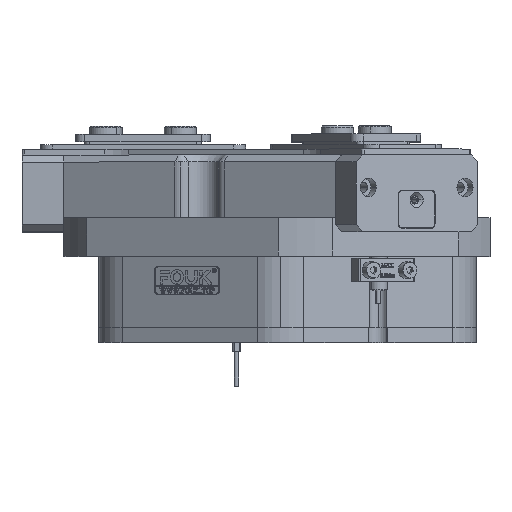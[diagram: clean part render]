
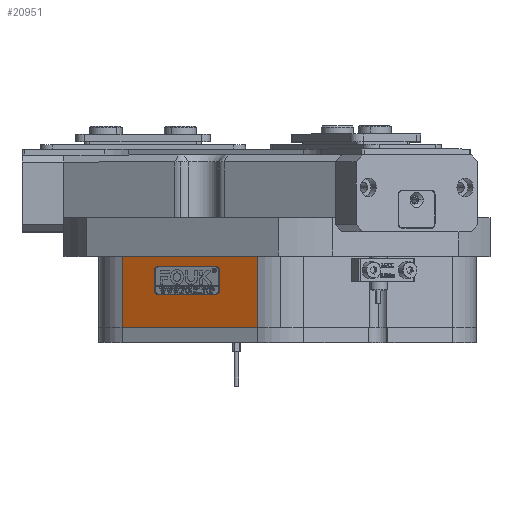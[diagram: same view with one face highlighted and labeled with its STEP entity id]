
A CAD part, top view. The second image highlights one B-rep face of the part: STEP entity #20951.
In plain terms, the highlighted planar face has unit normal (-0.5, 0, 0.866).
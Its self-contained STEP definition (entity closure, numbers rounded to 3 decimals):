
#494 = VERTEX_POINT ( 'NONE', #19642 ) ;
#871 = ORIENTED_EDGE ( 'NONE', *, *, #24541, .T. ) ;
#974 = DIRECTION ( 'NONE',  ( 0.5, 0., -0.866 ) ) ;
#1667 = ORIENTED_EDGE ( 'NONE', *, *, #29494, .F. ) ;
#1821 = CARTESIAN_POINT ( 'NONE',  ( -54.423, 16.1, 63.264 ) ) ;
#1949 = CARTESIAN_POINT ( 'NONE',  ( -56.242, 16.1, 62.214 ) ) ;
#2495 = EDGE_CURVE ( 'NONE', #59043, #17657, #27598, .T. ) ;
#2514 = LINE ( 'NONE', #15156, #16800 ) ;
#2890 = VERTEX_POINT ( 'NONE', #13121 ) ;
#3274 = AXIS2_PLACEMENT_3D ( 'NONE', #23048, #51303, #46413 ) ;
#5092 = EDGE_CURVE ( 'NONE', #2890, #59043, #36206, .T. ) ;
#5524 = VERTEX_POINT ( 'NONE', #10827 ) ;
#7655 = CARTESIAN_POINT ( 'NONE',  ( -54.423, 26.2, 63.264 ) ) ;
#7947 = CARTESIAN_POINT ( 'NONE',  ( -30.175, 14., 77.264 ) ) ;
#9026 = ORIENTED_EDGE ( 'NONE', *, *, #5092, .T. ) ;
#10709 = DIRECTION ( 'NONE',  ( 0.5, 0., -0.866 ) ) ;
#10827 = CARTESIAN_POINT ( 'NONE',  ( -56.242, 24.1, 62.214 ) ) ;
#11323 = VECTOR ( 'NONE', #27927, 1000. ) ;
#12820 = DIRECTION ( 'NONE',  ( 0.866, 0., 0.5 ) ) ;
#13121 = CARTESIAN_POINT ( 'NONE',  ( -28.356, 16.1, 78.314 ) ) ;
#13289 = VERTEX_POINT ( 'NONE', #54672 ) ;
#13449 = CARTESIAN_POINT ( 'NONE',  ( -12., 74., 87.757 ) ) ;
#14409 = VERTEX_POINT ( 'NONE', #7655 ) ;
#14437 = DIRECTION ( 'NONE',  ( 0.866, 0., 0.5 ) ) ;
#15156 = CARTESIAN_POINT ( 'NONE',  ( -56.242, 24.1, 62.214 ) ) ;
#15271 = CARTESIAN_POINT ( 'NONE',  ( -30.175, 24.1, 77.264 ) ) ;
#15335 = CARTESIAN_POINT ( 'NONE',  ( -54.423, 24.1, 63.264 ) ) ;
#15737 = EDGE_CURVE ( 'NONE', #5524, #14409, #57109, .T. ) ;
#16102 = VECTOR ( 'NONE', #37273, 1000. ) ;
#16800 = VECTOR ( 'NONE', #53242, 1000. ) ;
#17657 = VERTEX_POINT ( 'NONE', #55509 ) ;
#18655 = CARTESIAN_POINT ( 'NONE',  ( -70., 74., 54.271 ) ) ;
#19642 = CARTESIAN_POINT ( 'NONE',  ( -28.356, 24.1, 78.314 ) ) ;
#20172 = VECTOR ( 'NONE', #38189, 1000. ) ;
#20776 = CARTESIAN_POINT ( 'NONE',  ( -28.356, 24.1, 78.314 ) ) ;
#20951 = ADVANCED_FACE ( 'NONE', ( #32517, #56651 ), #36778, .T. ) ;
#21351 = VERTEX_POINT ( 'NONE', #60506 ) ;
#22137 = ORIENTED_EDGE ( 'NONE', *, *, #15737, .T. ) ;
#23048 = CARTESIAN_POINT ( 'NONE',  ( -30.175, 16.1, 77.264 ) ) ;
#23689 = LINE ( 'NONE', #20776, #48509 ) ;
#23860 = CARTESIAN_POINT ( 'NONE',  ( -12., 0., 87.757 ) ) ;
#23891 = VERTEX_POINT ( 'NONE', #1949 ) ;
#24541 = EDGE_CURVE ( 'NONE', #56983, #33783, #36892, .T. ) ;
#25122 = VECTOR ( 'NONE', #33423, 1000. ) ;
#25965 = ORIENTED_EDGE ( 'NONE', *, *, #60214, .T. ) ;
#26852 = VECTOR ( 'NONE', #42382, 1000. ) ;
#27394 = CARTESIAN_POINT ( 'NONE',  ( -41., 30.5, 71.014 ) ) ;
#27474 = EDGE_LOOP ( 'NONE', ( #54170, #9026, #29708, #25965, #38093, #22137, #61192, #34683 ) ) ;
#27598 = LINE ( 'NONE', #7947, #26852 ) ;
#27927 = DIRECTION ( 'NONE',  ( 0., 1., 0. ) ) ;
#29494 = EDGE_CURVE ( 'NONE', #56983, #31494, #34049, .T. ) ;
#29708 = ORIENTED_EDGE ( 'NONE', *, *, #2495, .T. ) ;
#31494 = VERTEX_POINT ( 'NONE', #36587 ) ;
#31618 = EDGE_LOOP ( 'NONE', ( #47539, #53163, #1667, #871 ) ) ;
#32184 = EDGE_CURVE ( 'NONE', #13289, #31494, #45775, .T. ) ;
#32318 = EDGE_CURVE ( 'NONE', #21351, #494, #58547, .T. ) ;
#32517 = FACE_OUTER_BOUND ( 'NONE', #31618, .T. ) ;
#33423 = DIRECTION ( 'NONE',  ( 0.866, 0., 0.5 ) ) ;
#33783 = VERTEX_POINT ( 'NONE', #58474 ) ;
#34049 = LINE ( 'NONE', #38845, #41603 ) ;
#34683 = ORIENTED_EDGE ( 'NONE', *, *, #32318, .T. ) ;
#34886 = LINE ( 'NONE', #27394, #16102 ) ;
#35686 = EDGE_CURVE ( 'NONE', #14409, #21351, #37922, .T. ) ;
#35905 = DIRECTION ( 'NONE',  ( 0., -1., 0. ) ) ;
#36206 = CIRCLE ( 'NONE', #3274, 2.1 ) ;
#36587 = CARTESIAN_POINT ( 'NONE',  ( -70., 0., 54.271 ) ) ;
#36778 = PLANE ( 'NONE',  #56828 ) ;
#36892 = LINE ( 'NONE', #13449, #11323 ) ;
#36974 = CARTESIAN_POINT ( 'NONE',  ( 82., 74., 142.028 ) ) ;
#37273 = DIRECTION ( 'NONE',  ( 0.866, 0., 0.5 ) ) ;
#37922 = LINE ( 'NONE', #47554, #25122 ) ;
#38093 = ORIENTED_EDGE ( 'NONE', *, *, #61190, .T. ) ;
#38189 = DIRECTION ( 'NONE',  ( 0., -1., 0. ) ) ;
#38437 = DIRECTION ( 'NONE',  ( -0.866, 0., -0.5 ) ) ;
#38845 = CARTESIAN_POINT ( 'NONE',  ( 82., 0., 142.028 ) ) ;
#39908 = AXIS2_PLACEMENT_3D ( 'NONE', #15335, #10709, #44378 ) ;
#41532 = AXIS2_PLACEMENT_3D ( 'NONE', #15271, #58634, #14437 ) ;
#41603 = VECTOR ( 'NONE', #38437, 1000. ) ;
#41713 = CIRCLE ( 'NONE', #50052, 2.1 ) ;
#42382 = DIRECTION ( 'NONE',  ( -0.866, 0., -0.5 ) ) ;
#42717 = EDGE_CURVE ( 'NONE', #494, #2890, #23689, .T. ) ;
#43476 = EDGE_CURVE ( 'NONE', #13289, #33783, #34886, .T. ) ;
#44378 = DIRECTION ( 'NONE',  ( -0.866, 0., -0.5 ) ) ;
#45775 = LINE ( 'NONE', #18655, #20172 ) ;
#46413 = DIRECTION ( 'NONE',  ( -0.866, 0., -0.5 ) ) ;
#47539 = ORIENTED_EDGE ( 'NONE', *, *, #43476, .F. ) ;
#47554 = CARTESIAN_POINT ( 'NONE',  ( -30.175, 26.2, 77.264 ) ) ;
#48509 = VECTOR ( 'NONE', #35905, 1000. ) ;
#50052 = AXIS2_PLACEMENT_3D ( 'NONE', #1821, #974, #54610 ) ;
#51303 = DIRECTION ( 'NONE',  ( 0.5, 0., -0.866 ) ) ;
#53163 = ORIENTED_EDGE ( 'NONE', *, *, #32184, .T. ) ;
#53242 = DIRECTION ( 'NONE',  ( 0., 1., 0. ) ) ;
#54170 = ORIENTED_EDGE ( 'NONE', *, *, #42717, .T. ) ;
#54610 = DIRECTION ( 'NONE',  ( -0.866, 0., -0.5 ) ) ;
#54672 = CARTESIAN_POINT ( 'NONE',  ( -70., 30.5, 54.271 ) ) ;
#55509 = CARTESIAN_POINT ( 'NONE',  ( -54.423, 14., 63.264 ) ) ;
#56027 = CARTESIAN_POINT ( 'NONE',  ( -30.175, 14., 77.264 ) ) ;
#56651 = FACE_BOUND ( 'NONE', #27474, .T. ) ;
#56828 = AXIS2_PLACEMENT_3D ( 'NONE', #36974, #61224, #12820 ) ;
#56983 = VERTEX_POINT ( 'NONE', #23860 ) ;
#57109 = CIRCLE ( 'NONE', #39908, 2.1 ) ;
#58474 = CARTESIAN_POINT ( 'NONE',  ( -12., 30.5, 87.757 ) ) ;
#58547 = CIRCLE ( 'NONE', #41532, 2.1 ) ;
#58634 = DIRECTION ( 'NONE',  ( 0.5, 0., -0.866 ) ) ;
#59043 = VERTEX_POINT ( 'NONE', #56027 ) ;
#60214 = EDGE_CURVE ( 'NONE', #17657, #23891, #41713, .T. ) ;
#60506 = CARTESIAN_POINT ( 'NONE',  ( -30.175, 26.2, 77.264 ) ) ;
#61190 = EDGE_CURVE ( 'NONE', #23891, #5524, #2514, .T. ) ;
#61192 = ORIENTED_EDGE ( 'NONE', *, *, #35686, .T. ) ;
#61224 = DIRECTION ( 'NONE',  ( -0.5, 0., 0.866 ) ) ;
